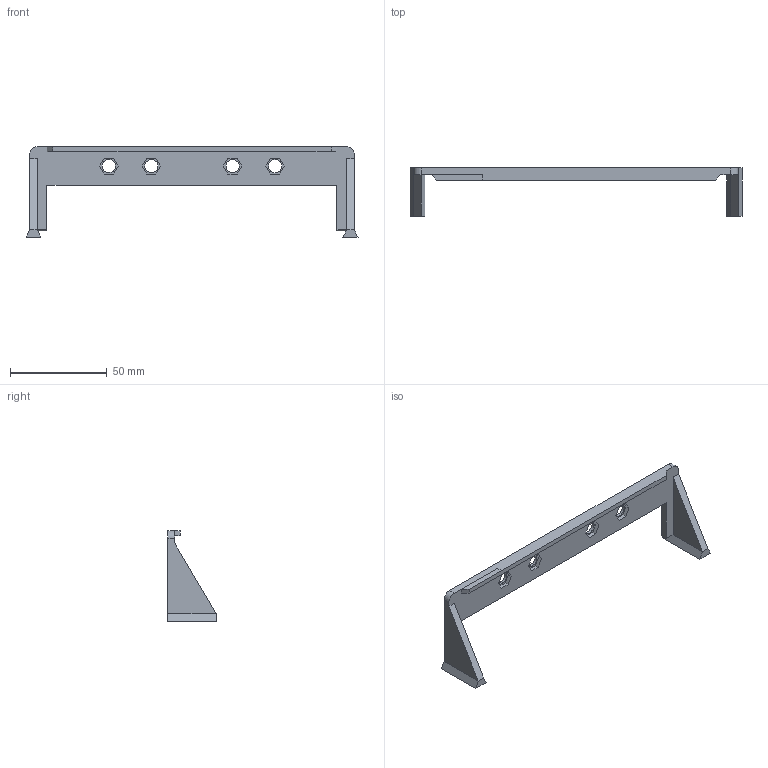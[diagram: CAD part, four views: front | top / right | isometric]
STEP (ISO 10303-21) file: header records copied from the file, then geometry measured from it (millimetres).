
FILE_DESCRIPTION(('HOOPS Exchange Step'),'2;1');
FILE_NAME('temp_export','2021-02-13T00:03:16-23:00',('mobile'),('Shapr3D Limited'),'HOOPS Exchange 2020.2','Shapr3D','Authorized');
FILE_SCHEMA( ('AP203_CONFIGURATION_CONTROLLED_3D_DESIGN_OF_MECHANICAL_PARTS_AND_ASSEMBLIES_MIM_LF') );
Length unit declared in the file: millimetre
Products named in the file (1): 634971D1-7901-4BE7-B59B-6CC35B75A1CD.tmp
Bounding box: 171.75 x 25 x 46.8 mm (x, y, z)
Volume: 17816.1 mm3; surface area: 12578.9 mm2
Topology: 1 solids, 1 shells, 73 faces, 205 edges, 138 vertices
Faces by surface type: plane 62, cylinder 11
Full cylindrical faces by diameter (mm): 6.8 x4
Entity records: 2401 total; most frequent: CARTESIAN_POINT 417, ORIENTED_EDGE 410, DIRECTION 382, EDGE_CURVE 205, VECTOR 176, LINE 176, VERTEX_POINT 138, AXIS2_PLACEMENT_3D 103
